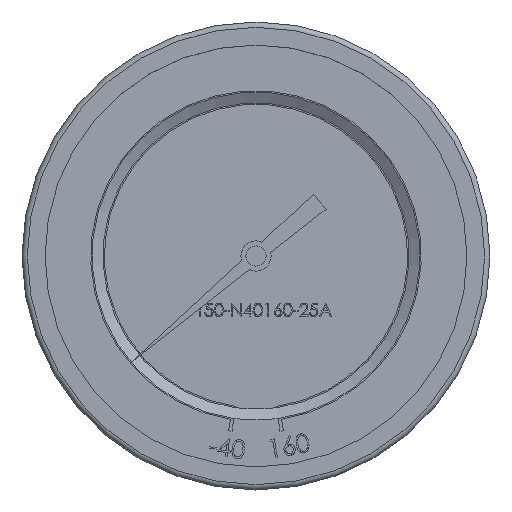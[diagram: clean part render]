
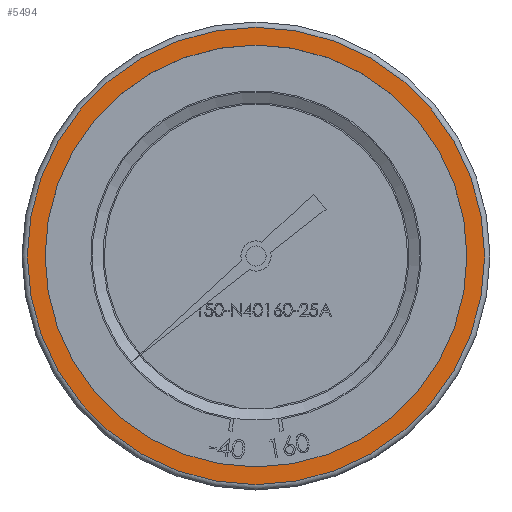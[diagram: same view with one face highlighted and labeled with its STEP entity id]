
A CAD part, top view. The second image highlights one B-rep face of the part: STEP entity #5494.
In plain terms, the highlighted planar face has unit normal (0, 0, 1).
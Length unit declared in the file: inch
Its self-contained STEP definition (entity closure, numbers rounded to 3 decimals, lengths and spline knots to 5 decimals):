
#466 = FACE_OUTER_BOUND ( 'NONE', #14306, .T. ) ;
#1066 = VERTEX_POINT ( 'NONE', #16554 ) ;
#1778 = DIRECTION ( 'NONE',  ( 0., 0., 1. ) ) ;
#3332 = EDGE_CURVE ( 'NONE', #23831, #23831, #13408, .T. ) ;
#4348 = CARTESIAN_POINT ( 'NONE',  ( 0., 0., 0. ) ) ;
#4467 = FACE_BOUND ( 'NONE', #9795, .T. ) ;
#4961 = PLANE ( 'NONE',  #10444 ) ;
#5155 = CIRCLE ( 'NONE', #12115, 2.38 ) ;
#5494 = ADVANCED_FACE ( 'NONE', ( #466, #4467 ), #4961, .F. ) ;
#6027 = AXIS2_PLACEMENT_3D ( 'NONE', #4348, #1778, #13578 ) ;
#6326 = CARTESIAN_POINT ( 'NONE',  ( -2.58, 0., 0. ) ) ;
#8296 = DIRECTION ( 'NONE',  ( -1., 0., 0. ) ) ;
#8428 = DIRECTION ( 'NONE',  ( 0., 0., -1. ) ) ;
#8757 = EDGE_CURVE ( 'NONE', #1066, #1066, #5155, .T. ) ;
#8801 = CARTESIAN_POINT ( 'NONE',  ( 0., 0., 0. ) ) ;
#9795 = EDGE_LOOP ( 'NONE', ( #17288 ) ) ;
#10444 = AXIS2_PLACEMENT_3D ( 'NONE', #8801, #8428, #8296 ) ;
#10747 = DIRECTION ( 'NONE',  ( -1., 0., 0. ) ) ;
#12115 = AXIS2_PLACEMENT_3D ( 'NONE', #17113, #12673, #10747 ) ;
#12673 = DIRECTION ( 'NONE',  ( 0., 0., 1. ) ) ;
#13408 = CIRCLE ( 'NONE', #6027, 2.58 ) ;
#13578 = DIRECTION ( 'NONE',  ( -1., 0., 0. ) ) ;
#14306 = EDGE_LOOP ( 'NONE', ( #15266 ) ) ;
#15266 = ORIENTED_EDGE ( 'NONE', *, *, #3332, .T. ) ;
#16554 = CARTESIAN_POINT ( 'NONE',  ( -2.38, 0., 0. ) ) ;
#17113 = CARTESIAN_POINT ( 'NONE',  ( 0., 0., 0. ) ) ;
#17288 = ORIENTED_EDGE ( 'NONE', *, *, #8757, .F. ) ;
#23831 = VERTEX_POINT ( 'NONE', #6326 ) ;
